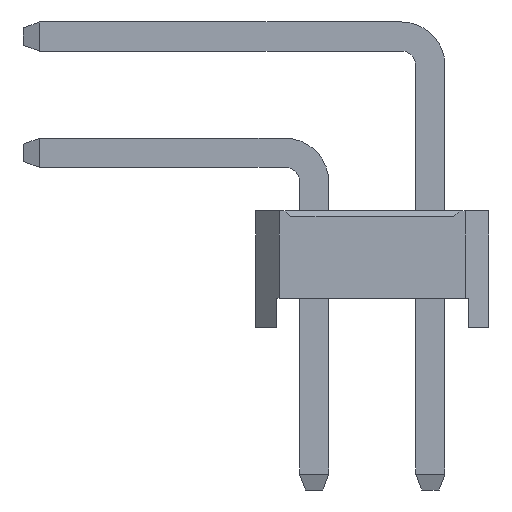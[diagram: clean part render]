
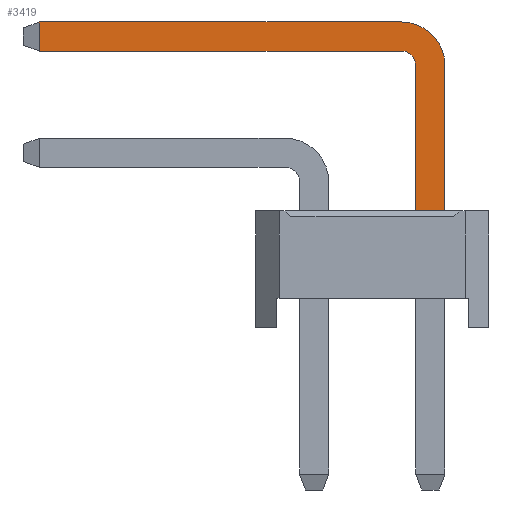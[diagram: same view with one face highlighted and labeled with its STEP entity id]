
A CAD part, left-side view. The second image highlights one B-rep face of the part: STEP entity #3419.
In plain terms, the highlighted planar face has unit normal (-1, 0, 0).
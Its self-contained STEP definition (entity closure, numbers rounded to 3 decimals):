
#3419=ADVANCED_FACE('',(#14959),#14961,.T.);
#14959=FACE_BOUND('',#14960,.T.);
#14960=EDGE_LOOP('',(#24297,#24298,#24299,#24300,#24301,#24302,#24303,#24304));
#14961=PLANE('',#14962);
#14962=AXIS2_PLACEMENT_3D('',#14963,#14964,#14965);
#14963=CARTESIAN_POINT('',(-0.25,-1.75,-2.8));
#14964=DIRECTION('',(-1.,0.,0.));
#14965=DIRECTION('',(0.,-1.,0.));
#24297=ORIENTED_EDGE('',*,*,#30050,.F.);
#24298=ORIENTED_EDGE('',*,*,#30051,.F.);
#24299=ORIENTED_EDGE('',*,*,#30052,.F.);
#24300=ORIENTED_EDGE('',*,*,#30053,.F.);
#24301=ORIENTED_EDGE('',*,*,#28615,.T.);
#24302=ORIENTED_EDGE('',*,*,#30049,.T.);
#24303=ORIENTED_EDGE('',*,*,#30054,.T.);
#24304=ORIENTED_EDGE('',*,*,#30055,.T.);
#28615=EDGE_CURVE('',#32206,#32204,#32207,.T.);
#30049=EDGE_CURVE('',#32204,#34666,#34668,.T.);
#30050=EDGE_CURVE('',#34669,#34670,#34671,.T.);
#30051=EDGE_CURVE('',#34672,#34669,#34673,.T.);
#30052=EDGE_CURVE('',#34674,#34672,#34675,.T.);
#30053=EDGE_CURVE('',#32206,#34674,#34676,.T.);
#30054=EDGE_CURVE('',#34666,#34677,#34678,.T.);
#30055=EDGE_CURVE('',#34677,#34670,#34679,.T.);
#32204=VERTEX_POINT('',#38158);
#32206=VERTEX_POINT('',#38162);
#32207=LINE('',#38163,#38164);
#34666=VERTEX_POINT('',#43578);
#34668=LINE('',#43582,#43583);
#34669=VERTEX_POINT('',#43585);
#34670=VERTEX_POINT('',#43586);
#34671=LINE('',#43587,#43588);
#34672=VERTEX_POINT('',#43590);
#34673=LINE('',#43591,#43592);
#34674=VERTEX_POINT('',#43594);
#34675=CIRCLE('',#43595,0.25);
#34676=LINE('',#43599,#43600);
#34677=VERTEX_POINT('',#43602);
#34678=CIRCLE('',#43603,0.75);
#34679=LINE('',#43607,#43608);
#38158=CARTESIAN_POINT('',(-0.25,-2.25,2.));
#38162=CARTESIAN_POINT('',(-0.25,-1.75,2.));
#38163=CARTESIAN_POINT('',(-0.25,-1.75,2.));
#38164=VECTOR('',#38165,1.);
#38165=DIRECTION('',(0.,-1.,0.));
#43578=CARTESIAN_POINT('',(-0.25,-2.25,4.5));
#43582=CARTESIAN_POINT('',(-0.25,-2.25,2.));
#43583=VECTOR('',#43584,1.);
#43584=DIRECTION('',(0.,0.,1.));
#43585=CARTESIAN_POINT('',(-0.25,4.725,4.75));
#43586=CARTESIAN_POINT('',(-0.25,4.725,5.25));
#43587=CARTESIAN_POINT('',(-0.25,4.725,4.75));
#43588=VECTOR('',#43589,1.);
#43589=DIRECTION('',(0.,0.,1.));
#43590=CARTESIAN_POINT('',(-0.25,-1.5,4.75));
#43591=CARTESIAN_POINT('',(-0.25,-1.5,4.75));
#43592=VECTOR('',#43593,1.);
#43593=DIRECTION('',(0.,1.,0.));
#43594=CARTESIAN_POINT('',(-0.25,-1.75,4.5));
#43595=AXIS2_PLACEMENT_3D('',#43596,#43597,#43598);
#43596=CARTESIAN_POINT('',(-0.25,-1.5,4.5));
#43597=DIRECTION('',(-1.,-0.,0.));
#43598=DIRECTION('',(0.,-1.,0.));
#43599=CARTESIAN_POINT('',(-0.25,-1.75,2.));
#43600=VECTOR('',#43601,1.);
#43601=DIRECTION('',(0.,0.,1.));
#43602=CARTESIAN_POINT('',(-0.25,-1.5,5.25));
#43603=AXIS2_PLACEMENT_3D('',#43604,#43605,#43606);
#43604=CARTESIAN_POINT('',(-0.25,-1.5,4.5));
#43605=DIRECTION('',(-1.,-0.,0.));
#43606=DIRECTION('',(0.,-1.,0.));
#43607=CARTESIAN_POINT('',(-0.25,-1.5,5.25));
#43608=VECTOR('',#43609,1.);
#43609=DIRECTION('',(0.,1.,0.));
